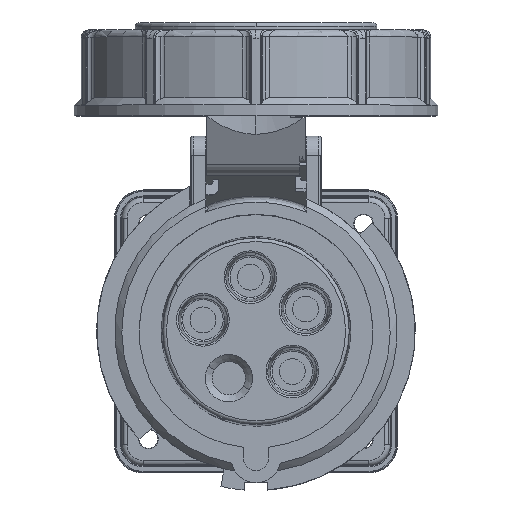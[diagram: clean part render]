
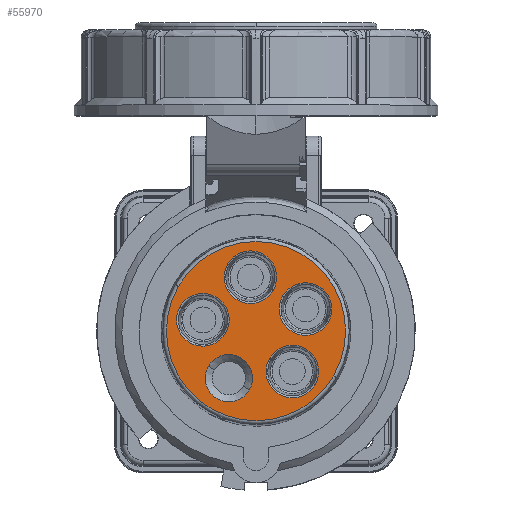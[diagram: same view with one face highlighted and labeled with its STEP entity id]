
A CAD part, top view. The second image highlights one B-rep face of the part: STEP entity #55970.
In plain terms, the highlighted planar face has unit normal (0, 0, 1).
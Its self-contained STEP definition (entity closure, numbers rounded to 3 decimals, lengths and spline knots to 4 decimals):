
#168 = FACE_BOUND ( 'NONE', #46609, .T. ) ;
#819 = AXIS2_PLACEMENT_3D ( 'NONE', #29184, #13827, #18464 ) ;
#1105 = CARTESIAN_POINT ( 'NONE',  ( 0.8527, -0.4923, 2.0556 ) ) ;
#1344 = DIRECTION ( 'NONE',  ( -0.208, -0.978, 0. ) ) ;
#1641 = CIRCLE ( 'NONE', #19882, 0.9846 ) ;
#3614 = DIRECTION ( 'NONE',  ( 0., 0., 1. ) ) ;
#3798 = AXIS2_PLACEMENT_3D ( 'NONE', #8554, #52111, #63138 ) ;
#4115 = EDGE_CURVE ( 'NONE', #33611, #56300, #51939, .T. ) ;
#5042 = CARTESIAN_POINT ( 'NONE',  ( 0., 0., 2.0556 ) ) ;
#5117 = EDGE_CURVE ( 'NONE', #5871, #13961, #41569, .T. ) ;
#5223 = EDGE_LOOP ( 'NONE', ( #67818, #32744 ) ) ;
#5871 = VERTEX_POINT ( 'NONE', #19127 ) ;
#6379 = VERTEX_POINT ( 'NONE', #33310 ) ;
#7226 = DIRECTION ( 'NONE',  ( -0.866, 0.5, 0. ) ) ;
#7572 = CARTESIAN_POINT ( 'NONE',  ( -0.2982, -0.5165, 2.0556 ) ) ;
#8133 = EDGE_CURVE ( 'NONE', #13961, #5871, #70363, .T. ) ;
#8554 = CARTESIAN_POINT ( 'NONE',  ( -0.0623, 0.5932, 2.0556 ) ) ;
#8617 = DIRECTION ( 'NONE',  ( 0., 0., 1. ) ) ;
#9149 = VERTEX_POINT ( 'NONE', #17528 ) ;
#9407 = AXIS2_PLACEMENT_3D ( 'NONE', #7572, #63554, #14006 ) ;
#10907 = FACE_BOUND ( 'NONE', #42118, .T. ) ;
#11195 = DIRECTION ( 'NONE',  ( 0., 0., 1. ) ) ;
#11531 = VERTEX_POINT ( 'NONE', #1105 ) ;
#12317 = DIRECTION ( 'NONE',  ( 0., -1., 0. ) ) ;
#13654 = CARTESIAN_POINT ( 'NONE',  ( -0.2982, -0.5165, 2.0556 ) ) ;
#13827 = DIRECTION ( 'NONE',  ( 0., 0., 1. ) ) ;
#13961 = VERTEX_POINT ( 'NONE', #64167 ) ;
#14006 = DIRECTION ( 'NONE',  ( -0.866, 0.5, 0. ) ) ;
#14367 = ORIENTED_EDGE ( 'NONE', *, *, #65529, .F. ) ;
#14672 = VERTEX_POINT ( 'NONE', #44077 ) ;
#15778 = DIRECTION ( 'NONE',  ( 0.866, -0.5, 0. ) ) ;
#17215 = ORIENTED_EDGE ( 'NONE', *, *, #61932, .F. ) ;
#17403 = AXIS2_PLACEMENT_3D ( 'NONE', #19166, #25240, #46672 ) ;
#17516 = DIRECTION ( 'NONE',  ( -0.693, 0.721, 0. ) ) ;
#17528 = CARTESIAN_POINT ( 'NONE',  ( 0.1881, 0.4486, 2.0556 ) ) ;
#18464 = DIRECTION ( 'NONE',  ( 0.866, -0.5, 0. ) ) ;
#19127 = CARTESIAN_POINT ( 'NONE',  ( -0.333, -0.0206, 2.0556 ) ) ;
#19166 = CARTESIAN_POINT ( 'NONE',  ( 0.5449, 0.2426, 2.0556 ) ) ;
#19818 = CARTESIAN_POINT ( 'NONE',  ( 0.5449, 0.2426, 2.0556 ) ) ;
#19882 = AXIS2_PLACEMENT_3D ( 'NONE', #24578, #68081, #62390 ) ;
#21834 = DIRECTION ( 'NONE',  ( 0., 0., -1. ) ) ;
#22561 = CARTESIAN_POINT ( 'NONE',  ( -0.0732, -0.6465, 2.0556 ) ) ;
#23722 = FACE_OUTER_BOUND ( 'NONE', #45609, .T. ) ;
#23873 = ORIENTED_EDGE ( 'NONE', *, *, #46141, .F. ) ;
#24071 = CARTESIAN_POINT ( 'NONE',  ( 0.2559, 0.4432, 2.0556 ) ) ;
#24578 = CARTESIAN_POINT ( 'NONE',  ( 0., 0., 2.0556 ) ) ;
#24954 = ORIENTED_EDGE ( 'NONE', *, *, #4115, .F. ) ;
#25240 = DIRECTION ( 'NONE',  ( 0., 0., 1. ) ) ;
#25392 = EDGE_CURVE ( 'NONE', #69248, #11531, #48629, .T. ) ;
#26438 = ORIENTED_EDGE ( 'NONE', *, *, #28708, .F. ) ;
#26536 = CIRCLE ( 'NONE', #66396, 0.2892 ) ;
#27596 = DIRECTION ( 'NONE',  ( -0.407, 0.914, 0. ) ) ;
#27792 = VERTEX_POINT ( 'NONE', #48910 ) ;
#27940 = CARTESIAN_POINT ( 'NONE',  ( -0.5233, -0.3866, 2.0556 ) ) ;
#28509 = CARTESIAN_POINT ( 'NONE',  ( -0.0623, 0.5932, 2.0556 ) ) ;
#28708 = EDGE_CURVE ( 'NONE', #40405, #27792, #39720, .T. ) ;
#29084 = EDGE_CURVE ( 'NONE', #6379, #14672, #67868, .T. ) ;
#29184 = CARTESIAN_POINT ( 'NONE',  ( -0.5834, 0.124, 2.0556 ) ) ;
#29238 = AXIS2_PLACEMENT_3D ( 'NONE', #5042, #21834, #17516 ) ;
#31864 = EDGE_LOOP ( 'NONE', ( #17215, #24954 ) ) ;
#32621 = CIRCLE ( 'NONE', #35998, 0.2892 ) ;
#32744 = ORIENTED_EDGE ( 'NONE', *, *, #48155, .F. ) ;
#33310 = CARTESIAN_POINT ( 'NONE',  ( 0.2945, 0.3872, 2.0556 ) ) ;
#33478 = ORIENTED_EDGE ( 'NONE', *, *, #50317, .F. ) ;
#33611 = VERTEX_POINT ( 'NONE', #22561 ) ;
#35993 = AXIS2_PLACEMENT_3D ( 'NONE', #13654, #8617, #7226 ) ;
#35998 = AXIS2_PLACEMENT_3D ( 'NONE', #53032, #11195, #27596 ) ;
#37262 = ORIENTED_EDGE ( 'NONE', *, *, #67445, .F. ) ;
#37917 = CIRCLE ( 'NONE', #9407, 0.2598 ) ;
#39720 = CIRCLE ( 'NONE', #46568, 0.2892 ) ;
#40405 = VERTEX_POINT ( 'NONE', #64085 ) ;
#40970 = DIRECTION ( 'NONE',  ( 0., 0., 1. ) ) ;
#41569 = CIRCLE ( 'NONE', #48501, 0.2892 ) ;
#42118 = EDGE_LOOP ( 'NONE', ( #49013, #69962 ) ) ;
#42838 = AXIS2_PLACEMENT_3D ( 'NONE', #19818, #62306, #67996 ) ;
#43600 = CIRCLE ( 'NONE', #17403, 0.2892 ) ;
#44077 = CARTESIAN_POINT ( 'NONE',  ( 0.7953, 0.098, 2.0556 ) ) ;
#45251 = VERTEX_POINT ( 'NONE', #68210 ) ;
#45495 = DIRECTION ( 'NONE',  ( 0., 0., 1. ) ) ;
#45609 = EDGE_LOOP ( 'NONE', ( #14367, #62163 ) ) ;
#45665 = DIRECTION ( 'NONE',  ( -0.407, 0.914, 0. ) ) ;
#46141 = EDGE_CURVE ( 'NONE', #45251, #9149, #26536, .T. ) ;
#46568 = AXIS2_PLACEMENT_3D ( 'NONE', #68076, #40970, #45665 ) ;
#46609 = EDGE_LOOP ( 'NONE', ( #26438, #37262 ) ) ;
#46672 = DIRECTION ( 'NONE',  ( -0.995, -0.105, 0. ) ) ;
#47750 = CARTESIAN_POINT ( 'NONE',  ( -0.8527, 0.4923, 2.0556 ) ) ;
#48155 = EDGE_CURVE ( 'NONE', #14672, #6379, #43600, .T. ) ;
#48501 = AXIS2_PLACEMENT_3D ( 'NONE', #64282, #3614, #15778 ) ;
#48629 = CIRCLE ( 'NONE', #29238, 0.9846 ) ;
#48910 = CARTESIAN_POINT ( 'NONE',  ( 0.6495, -0.5878, 2.0556 ) ) ;
#49013 = ORIENTED_EDGE ( 'NONE', *, *, #8133, .F. ) ;
#49935 = EDGE_LOOP ( 'NONE', ( #23873, #33478 ) ) ;
#50278 = DIRECTION ( 'NONE',  ( 0., 0., 1. ) ) ;
#50317 = EDGE_CURVE ( 'NONE', #9149, #45251, #58541, .T. ) ;
#51530 = FACE_BOUND ( 'NONE', #49935, .T. ) ;
#51939 = CIRCLE ( 'NONE', #35993, 0.2598 ) ;
#52111 = DIRECTION ( 'NONE',  ( 0., 0., 1. ) ) ;
#53032 = CARTESIAN_POINT ( 'NONE',  ( 0.3991, -0.4433, 2.0556 ) ) ;
#54448 = FACE_BOUND ( 'NONE', #31864, .T. ) ;
#55970 = ADVANCED_FACE ( 'NONE', ( #59792, #10907, #54448, #168, #51530, #23722 ), #67573, .T. ) ;
#56300 = VERTEX_POINT ( 'NONE', #27940 ) ;
#58541 = CIRCLE ( 'NONE', #3798, 0.2892 ) ;
#59792 = FACE_BOUND ( 'NONE', #5223, .T. ) ;
#61932 = EDGE_CURVE ( 'NONE', #56300, #33611, #37917, .T. ) ;
#62163 = ORIENTED_EDGE ( 'NONE', *, *, #25392, .F. ) ;
#62306 = DIRECTION ( 'NONE',  ( 0., 0., 1. ) ) ;
#62390 = DIRECTION ( 'NONE',  ( -0.693, 0.721, 0. ) ) ;
#63138 = DIRECTION ( 'NONE',  ( -0.208, -0.978, 0. ) ) ;
#63554 = DIRECTION ( 'NONE',  ( 0., 0., 1. ) ) ;
#63724 = AXIS2_PLACEMENT_3D ( 'NONE', #24071, #45495, #12317 ) ;
#64085 = CARTESIAN_POINT ( 'NONE',  ( 0.1487, -0.2987, 2.0556 ) ) ;
#64167 = CARTESIAN_POINT ( 'NONE',  ( -0.8338, 0.2686, 2.0556 ) ) ;
#64282 = CARTESIAN_POINT ( 'NONE',  ( -0.5834, 0.124, 2.0556 ) ) ;
#65529 = EDGE_CURVE ( 'NONE', #11531, #69248, #1641, .T. ) ;
#66396 = AXIS2_PLACEMENT_3D ( 'NONE', #28509, #50278, #1344 ) ;
#67445 = EDGE_CURVE ( 'NONE', #27792, #40405, #32621, .T. ) ;
#67573 = PLANE ( 'NONE',  #63724 ) ;
#67818 = ORIENTED_EDGE ( 'NONE', *, *, #29084, .F. ) ;
#67868 = CIRCLE ( 'NONE', #42838, 0.2892 ) ;
#67996 = DIRECTION ( 'NONE',  ( -0.995, -0.105, 0. ) ) ;
#68076 = CARTESIAN_POINT ( 'NONE',  ( 0.3991, -0.4433, 2.0556 ) ) ;
#68081 = DIRECTION ( 'NONE',  ( 0., 0., -1. ) ) ;
#68210 = CARTESIAN_POINT ( 'NONE',  ( -0.3128, 0.7378, 2.0556 ) ) ;
#69248 = VERTEX_POINT ( 'NONE', #47750 ) ;
#69962 = ORIENTED_EDGE ( 'NONE', *, *, #5117, .F. ) ;
#70363 = CIRCLE ( 'NONE', #819, 0.2892 ) ;
